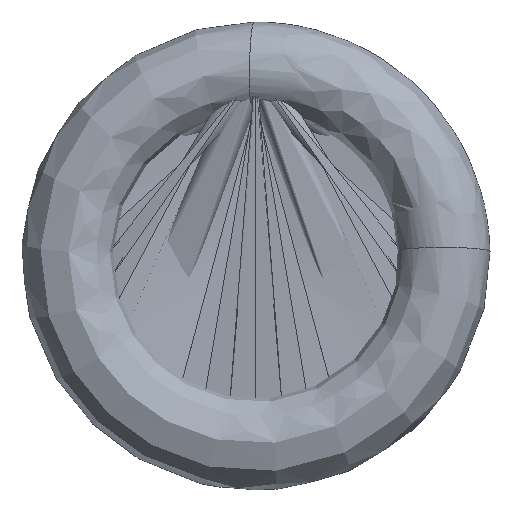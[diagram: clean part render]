
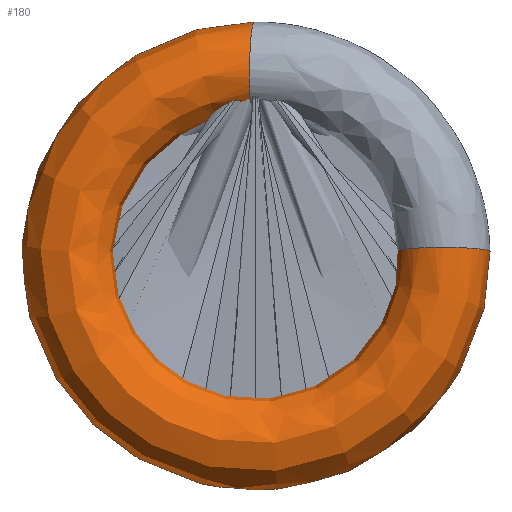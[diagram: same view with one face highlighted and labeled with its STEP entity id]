
A CAD part, left-side view. The second image highlights one B-rep face of the part: STEP entity #180.
In plain terms, the highlighted free-form (B-spline) face has degree [3, 3] with [7, 7] control points.
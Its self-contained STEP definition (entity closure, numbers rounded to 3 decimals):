
#32=(
BOUNDED_SURFACE()
B_SPLINE_SURFACE(3,3,((#460,#461,#462,#463,#464,#465,#466),(#467,#468,#469,
#470,#471,#472,#473),(#474,#475,#476,#477,#478,#479,#480),(#481,#482,#483,
#484,#485,#486,#487),(#488,#489,#490,#491,#492,#493,#494),(#495,#496,#497,
#498,#499,#500,#501),(#502,#503,#504,#505,#506,#507,#508)),
 .UNSPECIFIED.,.T.,.F.,.F.)
B_SPLINE_SURFACE_WITH_KNOTS((1,3,3,3,1),(4,3,4),(-0.5,0.,0.5,1.,1.5),(0.,
0.5,1.),.UNSPECIFIED.)
GEOMETRIC_REPRESENTATION_ITEM()
RATIONAL_B_SPLINE_SURFACE(((1.,0.586,0.586,1.,0.586,
0.586,1.),(0.333,0.195,0.195,
0.333,0.195,0.195,0.333),
(0.333,0.195,0.195,0.333,
0.195,0.195,0.333),(1.,0.586,
0.586,1.,0.586,0.586,1.),(0.333,
0.195,0.195,0.333,0.195,
0.195,0.333),(0.333,0.195,
0.195,0.333,0.195,0.195,
0.333),(1.,0.586,0.586,1.,0.586,
0.586,1.)))
REPRESENTATION_ITEM('')
SURFACE()
);
#165=FACE_BOUND('',#204,.T.);
#166=FACE_BOUND('',#205,.T.);
#180=ADVANCED_FACE('',(#165,#166),#32,.F.);
#204=EDGE_LOOP('',(#228));
#205=EDGE_LOOP('',(#229));
#228=ORIENTED_EDGE('',*,*,#255,.T.);
#229=ORIENTED_EDGE('',*,*,#256,.F.);
#243=VERTEX_POINT('',#457);
#244=VERTEX_POINT('',#459);
#255=EDGE_CURVE('',#243,#243,#267,.T.);
#256=EDGE_CURVE('',#244,#244,#268,.T.);
#267=CIRCLE('',#290,8.);
#268=CIRCLE('',#291,8.);
#290=AXIS2_PLACEMENT_3D('',#456,#335,#336);
#291=AXIS2_PLACEMENT_3D('',#458,#337,#338);
#335=DIRECTION('',(0.087,0.996,0.013));
#336=DIRECTION('',(0.996,-0.087,-0.001));
#337=DIRECTION('',(0.087,0.,0.996));
#338=DIRECTION('',(0.996,0.,-0.087));
#456=CARTESIAN_POINT('',(7.97,0.386,32.));
#457=CARTESIAN_POINT('',(15.939,-0.311,31.991));
#458=CARTESIAN_POINT('',(7.97,-31.992,0.803));
#459=CARTESIAN_POINT('',(15.939,-31.992,0.106));
#460=CARTESIAN_POINT('',(15.939,-31.992,0.106));
#461=CARTESIAN_POINT('',(15.939,-32.103,-33.539));
#462=CARTESIAN_POINT('',(15.939,-1.02,-46.416));
#463=CARTESIAN_POINT('',(15.939,22.694,-22.549));
#464=CARTESIAN_POINT('',(15.939,46.408,1.318));
#465=CARTESIAN_POINT('',(15.939,33.332,32.318));
#466=CARTESIAN_POINT('',(15.939,-0.311,31.991));
#467=CARTESIAN_POINT('',(15.939,-15.992,0.106));
#468=CARTESIAN_POINT('',(15.939,-16.103,-16.713));
#469=CARTESIAN_POINT('',(15.939,-0.586,-23.201));
#470=CARTESIAN_POINT('',(15.939,11.307,-11.309));
#471=CARTESIAN_POINT('',(15.939,23.201,0.582));
#472=CARTESIAN_POINT('',(15.939,16.715,16.1));
#473=CARTESIAN_POINT('',(15.939,-0.103,15.992));
#474=CARTESIAN_POINT('',(0.,-15.992,1.5));
#475=CARTESIAN_POINT('',(0.,-17.569,-15.318));
#476=CARTESIAN_POINT('',(0.,-2.61,-23.163));
#477=CARTESIAN_POINT('',(0.,10.328,-12.302));
#478=CARTESIAN_POINT('',(0.,23.265,-1.44));
#479=CARTESIAN_POINT('',(0.,18.129,14.652));
#480=CARTESIAN_POINT('',(0.,1.292,16.01));
#481=CARTESIAN_POINT('',(0.,-31.992,1.5));
#482=CARTESIAN_POINT('',(0.,-33.569,-32.145));
#483=CARTESIAN_POINT('',(0.,-3.043,-46.378));
#484=CARTESIAN_POINT('',(0.,21.715,-23.541));
#485=CARTESIAN_POINT('',(0.,46.472,-0.705));
#486=CARTESIAN_POINT('',(0.,34.746,30.869));
#487=CARTESIAN_POINT('',(0.,1.083,32.009));
#488=CARTESIAN_POINT('',(0.,-47.992,1.5));
#489=CARTESIAN_POINT('',(0.,-49.569,-48.971));
#490=CARTESIAN_POINT('',(0.,-3.476,-69.593));
#491=CARTESIAN_POINT('',(0.,33.102,-34.781));
#492=CARTESIAN_POINT('',(0.,69.68,0.031));
#493=CARTESIAN_POINT('',(0.,51.363,47.087));
#494=CARTESIAN_POINT('',(0.,0.875,48.007));
#495=CARTESIAN_POINT('',(15.939,-47.992,0.106));
#496=CARTESIAN_POINT('',(15.939,-48.103,-50.366));
#497=CARTESIAN_POINT('',(15.939,-1.453,-69.631));
#498=CARTESIAN_POINT('',(15.939,34.082,-33.789));
#499=CARTESIAN_POINT('',(15.939,69.616,2.053));
#500=CARTESIAN_POINT('',(15.939,49.949,48.535));
#501=CARTESIAN_POINT('',(15.939,-0.519,47.989));
#502=CARTESIAN_POINT('',(15.939,-31.992,0.106));
#503=CARTESIAN_POINT('',(15.939,-32.103,-33.539));
#504=CARTESIAN_POINT('',(15.939,-1.02,-46.416));
#505=CARTESIAN_POINT('',(15.939,22.694,-22.549));
#506=CARTESIAN_POINT('',(15.939,46.408,1.318));
#507=CARTESIAN_POINT('',(15.939,33.332,32.318));
#508=CARTESIAN_POINT('',(15.939,-0.311,31.991));
